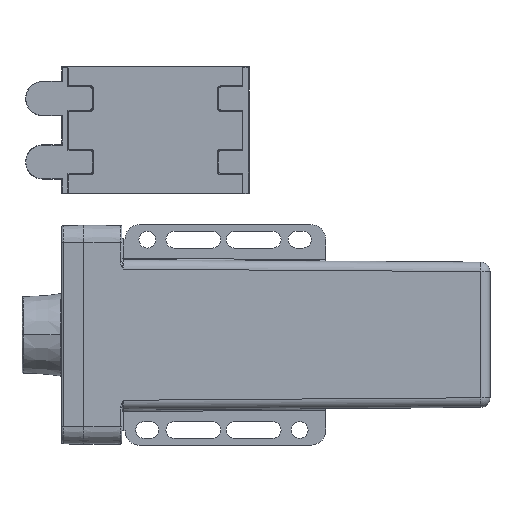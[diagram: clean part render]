
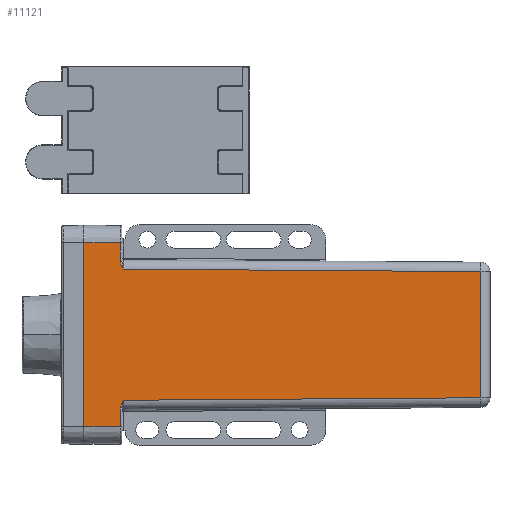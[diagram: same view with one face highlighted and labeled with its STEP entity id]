
A CAD part, top view. The second image highlights one B-rep face of the part: STEP entity #11121.
In plain terms, the highlighted planar face has unit normal (0.007, 0, 1).
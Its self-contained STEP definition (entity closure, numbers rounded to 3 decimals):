
#73=DIRECTION('',(0.,-1.,0.));
#74=VECTOR('',#73,5.895);
#75=CARTESIAN_POINT('',(11.503,29.,23.67));
#76=LINE('',#75,#74);
#77=CARTESIAN_POINT('',(11.503,23.105,23.67));
#78=CARTESIAN_POINT('',(11.509,22.862,23.67));
#79=CARTESIAN_POINT('',(11.589,22.358,23.669));
#80=CARTESIAN_POINT('',(11.906,21.625,23.667));
#81=CARTESIAN_POINT('',(12.275,20.998,23.664));
#82=CARTESIAN_POINT('',(12.497,20.663,23.663));
#84=DIRECTION('',(1.,-0.007,-0.007));
#85=VECTOR('',#84,112.53);
#86=CARTESIAN_POINT('',(12.497,20.663,23.663));
#87=LINE('',#86,#85);
#88=DIRECTION('',(0.,-1.,0.));
#89=VECTOR('',#88,39.754);
#90=CARTESIAN_POINT('',(125.021,19.877,22.877));
#91=LINE('',#90,#89);
#92=DIRECTION('',(-1.,-0.007,0.007));
#93=VECTOR('',#92,112.53);
#94=CARTESIAN_POINT('',(125.021,-19.877,22.877));
#95=LINE('',#94,#93);
#96=DIRECTION('',(0.,-1.,0.));
#97=VECTOR('',#96,5.895);
#98=CARTESIAN_POINT('',(11.503,-23.105,23.67));
#99=LINE('',#98,#97);
#100=DIRECTION('',(0.,-1.,0.));
#101=VECTOR('',#100,58.);
#102=CARTESIAN_POINT('',(0.,29.,23.75));
#103=LINE('',#102,#101);
#117=DIRECTION('',(1.,0.,-0.007));
#118=VECTOR('',#117,11.504);
#119=CARTESIAN_POINT('',(0.,-29.,23.75));
#120=LINE('',#119,#118);
#145=CARTESIAN_POINT('',(11.503,-23.105,23.67));
#146=CARTESIAN_POINT('',(11.511,-22.855,23.67));
#147=CARTESIAN_POINT('',(11.593,-22.342,23.669));
#148=CARTESIAN_POINT('',(11.912,-21.615,23.667));
#149=CARTESIAN_POINT('',(12.278,-20.994,23.664));
#150=CARTESIAN_POINT('',(12.497,-20.663,23.663));
#2315=DIRECTION('',(-1.,0.,0.007));
#2316=VECTOR('',#2315,11.504);
#2317=CARTESIAN_POINT('',(11.503,29.,23.67));
#2318=LINE('',#2317,#2316);
#8541=CARTESIAN_POINT('',(11.503,23.105,23.67));
#8542=VERTEX_POINT('',#8541);
#8543=CARTESIAN_POINT('',(11.503,29.,23.67));
#8544=VERTEX_POINT('',#8543);
#8545=VERTEX_POINT('',#82);
#8546=CARTESIAN_POINT('',(0.,29.,23.75));
#8547=CARTESIAN_POINT('',(0.,-29.,23.75));
#8548=VERTEX_POINT('',#8546);
#8549=VERTEX_POINT('',#8547);
#8550=CARTESIAN_POINT('',(125.021,19.877,22.877));
#8551=VERTEX_POINT('',#8550);
#8552=CARTESIAN_POINT('',(125.021,-19.877,22.877));
#8553=VERTEX_POINT('',#8552);
#8554=CARTESIAN_POINT('',(12.497,-20.663,23.663));
#8555=VERTEX_POINT('',#8554);
#8556=VERTEX_POINT('',#145);
#8557=CARTESIAN_POINT('',(11.503,-29.,23.67));
#8558=VERTEX_POINT('',#8557);
#11096=CARTESIAN_POINT('',(0.,31.836,23.75));
#11097=DIRECTION('',(0.007,0.,1.));
#11098=DIRECTION('',(0.,1.,0.));
#11099=AXIS2_PLACEMENT_3D('',#11096,#11097,#11098);
#11100=PLANE('',#11099);
#11102=ORIENTED_EDGE('',*,*,#11101,.F.);
#11104=ORIENTED_EDGE('',*,*,#11103,.F.);
#11105=ORIENTED_EDGE('',*,*,#11018,.T.);
#11106=ORIENTED_EDGE('',*,*,#11081,.T.);
#11108=ORIENTED_EDGE('',*,*,#11107,.T.);
#11110=ORIENTED_EDGE('',*,*,#11109,.T.);
#11112=ORIENTED_EDGE('',*,*,#11111,.T.);
#11114=ORIENTED_EDGE('',*,*,#11113,.F.);
#11116=ORIENTED_EDGE('',*,*,#11115,.T.);
#11118=ORIENTED_EDGE('',*,*,#11117,.F.);
#11119=EDGE_LOOP('',(#11102,#11104,#11105,#11106,#11108,#11110,#11112,#11114,
#11116,#11118));
#11120=FACE_OUTER_BOUND('',#11119,.F.);
#11121=ADVANCED_FACE('',(#11120),#11100,.T.);
#83=B_SPLINE_CURVE_WITH_KNOTS('',3,(#77,#78,#79,#80,#81,#82),.UNSPECIFIED.,.F.,
.F.,(4,1,1,4),(0.,0.333,0.667,1.),.UNSPECIFIED.);
#151=B_SPLINE_CURVE_WITH_KNOTS('',3,(#145,#146,#147,#148,#149,#150),
.UNSPECIFIED.,.F.,.F.,(4,1,1,4),(0.,0.333,0.667,1.),
.UNSPECIFIED.);
#11018=EDGE_CURVE('',#8544,#8542,#76,.T.);
#11081=EDGE_CURVE('',#8542,#8545,#83,.T.);
#11101=EDGE_CURVE('',#8548,#8549,#103,.T.);
#11103=EDGE_CURVE('',#8544,#8548,#2318,.T.);
#11107=EDGE_CURVE('',#8545,#8551,#87,.T.);
#11109=EDGE_CURVE('',#8551,#8553,#91,.T.);
#11111=EDGE_CURVE('',#8553,#8555,#95,.T.);
#11113=EDGE_CURVE('',#8556,#8555,#151,.T.);
#11115=EDGE_CURVE('',#8556,#8558,#99,.T.);
#11117=EDGE_CURVE('',#8549,#8558,#120,.T.);
